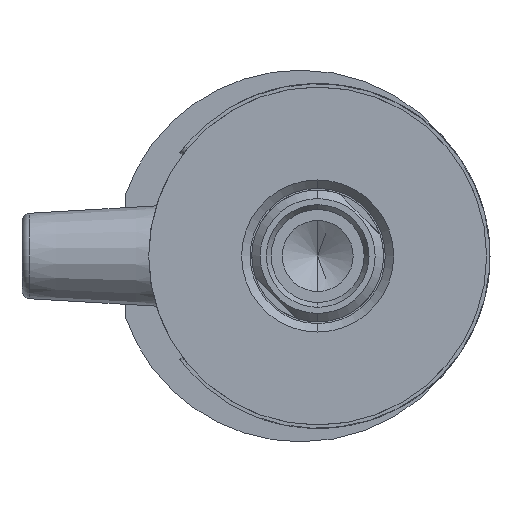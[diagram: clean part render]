
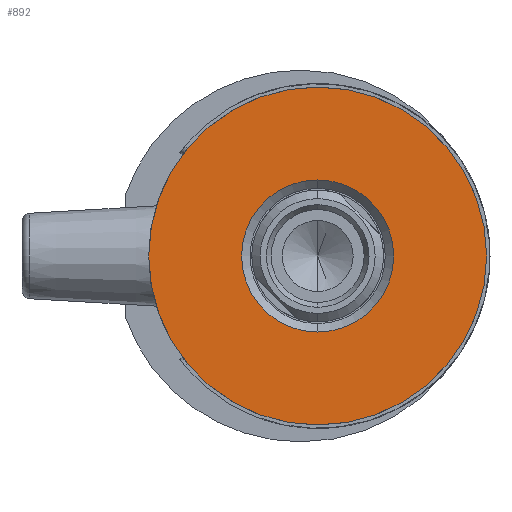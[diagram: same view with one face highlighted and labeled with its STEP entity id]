
A CAD part, left-side view. The second image highlights one B-rep face of the part: STEP entity #892.
In plain terms, the highlighted planar face has unit normal (-1, 0, 0).
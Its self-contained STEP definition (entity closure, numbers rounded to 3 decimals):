
#504 = AXIS2_PLACEMENT_3D ( 'NONE', #2671, #4675, #1832 ) ;
#892 = ADVANCED_FACE ( 'NONE', ( #8219, #2403 ), #3226, .F. ) ;
#1229 = VERTEX_POINT ( 'NONE', #10796 ) ;
#1687 = DIRECTION ( 'NONE',  ( 0., 0., -1. ) ) ;
#1832 = DIRECTION ( 'NONE',  ( 0., -1., 0. ) ) ;
#1980 = AXIS2_PLACEMENT_3D ( 'NONE', #10335, #2338, #6292 ) ;
#2338 = DIRECTION ( 'NONE',  ( 1., 0., 0. ) ) ;
#2403 = FACE_OUTER_BOUND ( 'NONE', #8974, .T. ) ;
#2671 = CARTESIAN_POINT ( 'NONE',  ( 0., 0., 0. ) ) ;
#3226 = PLANE ( 'NONE',  #1980 ) ;
#3435 = CIRCLE ( 'NONE', #5098, 10. ) ;
#3739 = CIRCLE ( 'NONE', #504, 10. ) ;
#3924 = VERTEX_POINT ( 'NONE', #10383 ) ;
#4233 = AXIS2_PLACEMENT_3D ( 'NONE', #5719, #11759, #11825 ) ;
#4366 = ORIENTED_EDGE ( 'NONE', *, *, #6635, .T. ) ;
#4675 = DIRECTION ( 'NONE',  ( -1., 0., 0. ) ) ;
#4966 = DIRECTION ( 'NONE',  ( 1., 0., 0. ) ) ;
#5098 = AXIS2_PLACEMENT_3D ( 'NONE', #9021, #5872, #11854 ) ;
#5719 = CARTESIAN_POINT ( 'NONE',  ( 0., 0., 0. ) ) ;
#5844 = VERTEX_POINT ( 'NONE', #6780 ) ;
#5872 = DIRECTION ( 'NONE',  ( -1., 0., 0. ) ) ;
#6235 = ORIENTED_EDGE ( 'NONE', *, *, #7570, .T. ) ;
#6292 = DIRECTION ( 'NONE',  ( 0., 0., -1. ) ) ;
#6609 = EDGE_LOOP ( 'NONE', ( #4366, #7733 ) ) ;
#6635 = EDGE_CURVE ( 'NONE', #1229, #7239, #9798, .T. ) ;
#6780 = CARTESIAN_POINT ( 'NONE',  ( 0., 10., 0. ) ) ;
#6847 = EDGE_CURVE ( 'NONE', #7239, #1229, #8789, .T. ) ;
#7239 = VERTEX_POINT ( 'NONE', #7933 ) ;
#7570 = EDGE_CURVE ( 'NONE', #3924, #5844, #3435, .T. ) ;
#7733 = ORIENTED_EDGE ( 'NONE', *, *, #6847, .T. ) ;
#7933 = CARTESIAN_POINT ( 'NONE',  ( 0., 0., -4.5 ) ) ;
#8219 = FACE_BOUND ( 'NONE', #6609, .T. ) ;
#8789 = CIRCLE ( 'NONE', #10438, 4.5 ) ;
#8974 = EDGE_LOOP ( 'NONE', ( #6235, #11024 ) ) ;
#9021 = CARTESIAN_POINT ( 'NONE',  ( 0., 0., 0. ) ) ;
#9625 = EDGE_CURVE ( 'NONE', #5844, #3924, #3739, .T. ) ;
#9798 = CIRCLE ( 'NONE', #4233, 4.5 ) ;
#10335 = CARTESIAN_POINT ( 'NONE',  ( 0., 1., 0. ) ) ;
#10383 = CARTESIAN_POINT ( 'NONE',  ( 0., -10., 0. ) ) ;
#10438 = AXIS2_PLACEMENT_3D ( 'NONE', #10533, #4966, #1687 ) ;
#10533 = CARTESIAN_POINT ( 'NONE',  ( 0., 0., 0. ) ) ;
#10796 = CARTESIAN_POINT ( 'NONE',  ( 0., 0., 4.5 ) ) ;
#11024 = ORIENTED_EDGE ( 'NONE', *, *, #9625, .T. ) ;
#11759 = DIRECTION ( 'NONE',  ( 1., 0., 0. ) ) ;
#11825 = DIRECTION ( 'NONE',  ( 0., 0., -1. ) ) ;
#11854 = DIRECTION ( 'NONE',  ( 0., -1., 0. ) ) ;
